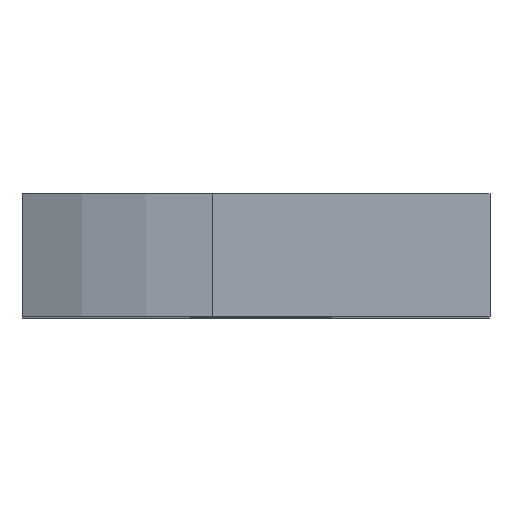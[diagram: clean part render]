
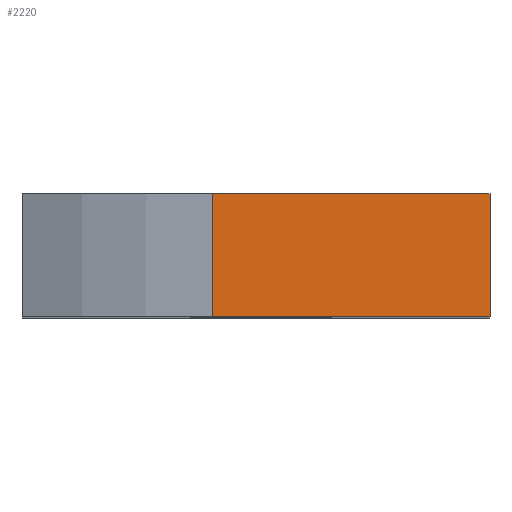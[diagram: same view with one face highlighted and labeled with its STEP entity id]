
A CAD part, top view. The second image highlights one B-rep face of the part: STEP entity #2220.
In plain terms, the highlighted planar face has unit normal (0, 0, 1).
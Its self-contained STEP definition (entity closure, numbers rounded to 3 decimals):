
#232 = DIRECTION ( 'NONE',  ( 1., 0., 0. ) ) ;
#393 = VERTEX_POINT ( 'NONE', #2140 ) ;
#415 = ORIENTED_EDGE ( 'NONE', *, *, #4220, .T. ) ;
#565 = CARTESIAN_POINT ( 'NONE',  ( 9.5, 0., 17. ) ) ;
#913 = DIRECTION ( 'NONE',  ( 0., -1., 0. ) ) ;
#915 = AXIS2_PLACEMENT_3D ( 'NONE', #1614, #2577, #1233 ) ;
#936 = LINE ( 'NONE', #4241, #2013 ) ;
#1233 = DIRECTION ( 'NONE',  ( -1., 0., 0. ) ) ;
#1538 = VERTEX_POINT ( 'NONE', #2956 ) ;
#1544 = VERTEX_POINT ( 'NONE', #3737 ) ;
#1614 = CARTESIAN_POINT ( 'NONE',  ( 0., 5., 17. ) ) ;
#1836 = VECTOR ( 'NONE', #2410, 1000. ) ;
#1971 = LINE ( 'NONE', #3111, #1836 ) ;
#2013 = VECTOR ( 'NONE', #232, 1000. ) ;
#2140 = CARTESIAN_POINT ( 'NONE',  ( -1.772, 0., 17. ) ) ;
#2220 = ADVANCED_FACE ( 'NONE', ( #2676 ), #3313, .F. ) ;
#2250 = LINE ( 'NONE', #4127, #3297 ) ;
#2410 = DIRECTION ( 'NONE',  ( 0., -1., 0. ) ) ;
#2577 = DIRECTION ( 'NONE',  ( 0., 0., -1. ) ) ;
#2643 = ORIENTED_EDGE ( 'NONE', *, *, #3335, .F. ) ;
#2676 = FACE_OUTER_BOUND ( 'NONE', #3160, .T. ) ;
#2872 = LINE ( 'NONE', #4308, #4405 ) ;
#2893 = DIRECTION ( 'NONE',  ( 1., 0., 0. ) ) ;
#2956 = CARTESIAN_POINT ( 'NONE',  ( -1.772, 5., 17. ) ) ;
#3111 = CARTESIAN_POINT ( 'NONE',  ( 9.5, 5., 17. ) ) ;
#3113 = EDGE_CURVE ( 'NONE', #393, #3759, #2872, .T. ) ;
#3160 = EDGE_LOOP ( 'NONE', ( #4570, #2643, #3436, #415 ) ) ;
#3297 = VECTOR ( 'NONE', #913, 1000. ) ;
#3313 = PLANE ( 'NONE',  #915 ) ;
#3335 = EDGE_CURVE ( 'NONE', #1544, #3759, #1971, .T. ) ;
#3436 = ORIENTED_EDGE ( 'NONE', *, *, #4459, .F. ) ;
#3737 = CARTESIAN_POINT ( 'NONE',  ( 9.5, 5., 17. ) ) ;
#3759 = VERTEX_POINT ( 'NONE', #565 ) ;
#4127 = CARTESIAN_POINT ( 'NONE',  ( -1.772, 5., 17. ) ) ;
#4220 = EDGE_CURVE ( 'NONE', #1538, #393, #2250, .T. ) ;
#4241 = CARTESIAN_POINT ( 'NONE',  ( 0., 5., 17. ) ) ;
#4308 = CARTESIAN_POINT ( 'NONE',  ( 0., 0., 17. ) ) ;
#4405 = VECTOR ( 'NONE', #2893, 1000. ) ;
#4459 = EDGE_CURVE ( 'NONE', #1538, #1544, #936, .T. ) ;
#4570 = ORIENTED_EDGE ( 'NONE', *, *, #3113, .T. ) ;
